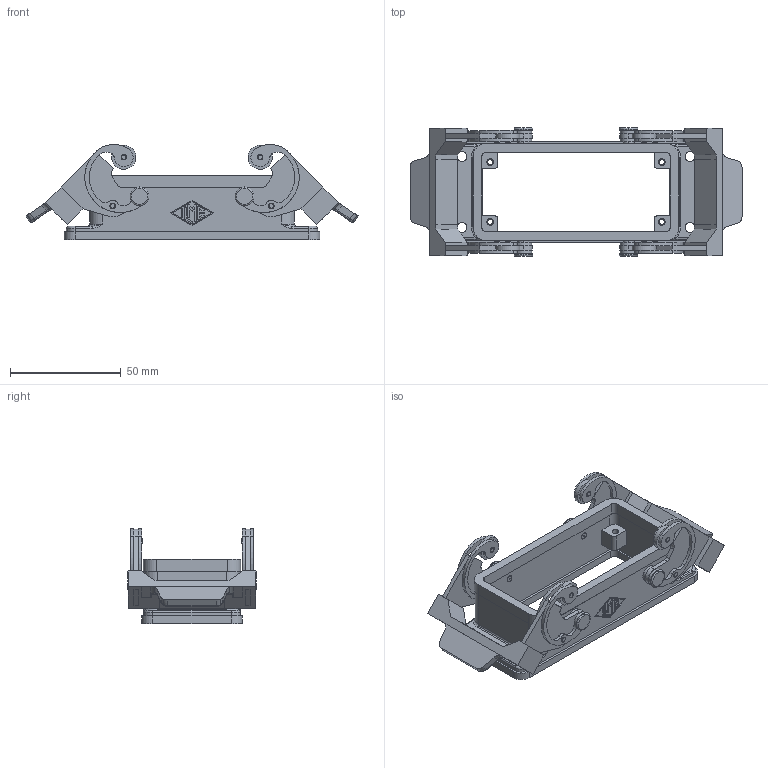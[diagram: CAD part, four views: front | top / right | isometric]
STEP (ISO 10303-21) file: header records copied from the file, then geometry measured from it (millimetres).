
FILE_DESCRIPTION((''),'2;1');
FILE_NAME('CHIW 16.stp','2006-12-21T12:52:41',('CADmaster'),(''),'Autodesk Inventor 7','Autodesk Inventor 7','');
FILE_SCHEMA(('AUTOMOTIVE_DESIGN { 1 0 10303 214 1 1 1 1 }'));
Length unit declared in the file: millimetre
Products named in the file (1): CHIW 16
Bounding box: 149.99 x 58 x 42.94 mm (x, y, z)
Volume: 53082.8 mm3; surface area: 36692.4 mm2
Topology: 1 solids, 5 shells, 749 faces, 1995 edges, 1302 vertices
Faces by surface type: bspline 296, cylinder 220, plane 201, torus 28, cone 4
Entity records: 27938 total; most frequent: CARTESIAN_POINT 9307, ORIENTED_EDGE 3990, DIRECTION 3859, EDGE_CURVE 1995, AXIS2_PLACEMENT_3D 1438, VERTEX_POINT 1302, VECTOR 983, LINE 983
